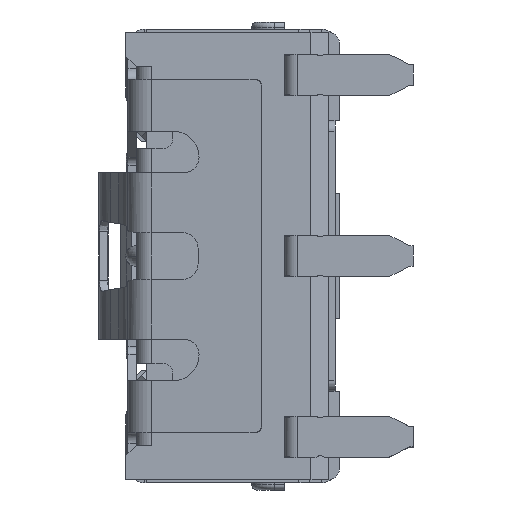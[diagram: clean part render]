
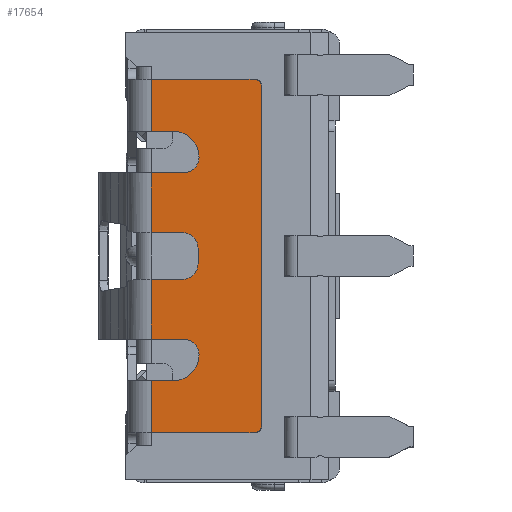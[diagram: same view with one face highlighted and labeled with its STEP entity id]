
A CAD part, left-side view. The second image highlights one B-rep face of the part: STEP entity #17654.
In plain terms, the highlighted planar face has unit normal (-0.998, 0.07, 0).
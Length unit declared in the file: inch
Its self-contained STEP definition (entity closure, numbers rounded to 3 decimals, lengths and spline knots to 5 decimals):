
#1220=DIRECTION('',(0.07,0.998,0.));
#1221=VECTOR('',#1220,0.09916);
#1222=CARTESIAN_POINT('',(-0.32986,0.09675,0.17));
#1223=LINE('',#1222,#1221);
#1224=CARTESIAN_POINT('',(-0.32986,0.09675,0.163));
#1225=DIRECTION('',(-0.998,0.07,0.));
#1226=DIRECTION('',(-0.07,-0.998,0.));
#1227=AXIS2_PLACEMENT_3D('',#1224,#1225,#1226);
#1229=DIRECTION('',(0.,0.,1.));
#1230=VECTOR('',#1229,0.326);
#1231=CARTESIAN_POINT('',(-0.33035,0.08977,-0.163));
#1232=LINE('',#1231,#1230);
#1233=CARTESIAN_POINT('',(-0.32986,0.09675,-0.163));
#1234=DIRECTION('',(-0.998,0.07,0.));
#1235=DIRECTION('',(0.,0.,-1.));
#1236=AXIS2_PLACEMENT_3D('',#1233,#1234,#1235);
#1238=DIRECTION('',(-0.07,-0.998,0.));
#1239=VECTOR('',#1238,0.09916);
#1240=CARTESIAN_POINT('',(-0.32294,0.19567,-0.17));
#1241=LINE('',#1240,#1239);
#1242=DIRECTION('',(0.07,0.998,0.));
#1243=VECTOR('',#1242,0.02116);
#1244=CARTESIAN_POINT('',(-0.32442,0.17456,-0.12));
#1245=LINE('',#1244,#1243);
#1246=DIRECTION('',(0.07,0.998,0.));
#1247=VECTOR('',#1246,0.03116);
#1248=CARTESIAN_POINT('',(-0.32512,0.16459,-0.08));
#1249=LINE('',#1248,#1247);
#1250=DIRECTION('',(0.07,0.998,0.));
#1251=VECTOR('',#1250,0.03016);
#1252=CARTESIAN_POINT('',(-0.32505,0.16559,-0.0225));
#1253=LINE('',#1252,#1251);
#1254=DIRECTION('',(0.,0.,-1.));
#1255=VECTOR('',#1254,0.015);
#1256=CARTESIAN_POINT('',(-0.32609,0.15062,0.0075));
#1257=LINE('',#1256,#1255);
#1258=DIRECTION('',(-0.07,-0.998,0.));
#1259=VECTOR('',#1258,0.03016);
#1260=CARTESIAN_POINT('',(-0.32294,0.19567,0.0225));
#1261=LINE('',#1260,#1259);
#1262=DIRECTION('',(0.07,0.998,0.));
#1263=VECTOR('',#1262,0.03116);
#1264=CARTESIAN_POINT('',(-0.32512,0.16459,0.08));
#1265=LINE('',#1264,#1263);
#1266=DIRECTION('',(0.07,0.998,0.));
#1267=VECTOR('',#1266,0.02116);
#1268=CARTESIAN_POINT('',(-0.32442,0.17456,0.12));
#1269=LINE('',#1268,#1267);
#1270=DIRECTION('',(0.,0.,-1.));
#1271=VECTOR('',#1270,0.05);
#1272=CARTESIAN_POINT('',(-0.32294,0.19567,0.17));
#1273=LINE('',#1272,#1271);
#6480=DIRECTION('',(0.,0.,-1.));
#6481=VECTOR('',#6480,0.0575);
#6482=CARTESIAN_POINT('',(-0.32294,0.19567,-0.0225));
#6483=LINE('',#6482,#6481);
#6518=CARTESIAN_POINT('',(-0.32512,0.16459,-0.095));
#6519=DIRECTION('',(0.998,-0.07,0.));
#6520=DIRECTION('',(0.,0.,1.));
#6521=AXIS2_PLACEMENT_3D('',#6518,#6519,#6520);
#6527=CARTESIAN_POINT('',(-0.32442,0.17456,-0.095));
#6528=DIRECTION('',(0.998,-0.07,0.));
#6529=DIRECTION('',(-0.07,-0.998,0.));
#6530=AXIS2_PLACEMENT_3D('',#6527,#6528,#6529);
#6545=DIRECTION('',(0.,0.,-1.));
#6546=VECTOR('',#6545,0.05);
#6547=CARTESIAN_POINT('',(-0.32294,0.19567,-0.12));
#6548=LINE('',#6547,#6546);
#6906=CARTESIAN_POINT('',(-0.32505,0.16559,-0.0075));
#6907=DIRECTION('',(0.998,-0.07,0.));
#6908=DIRECTION('',(-0.07,-0.998,0.));
#6909=AXIS2_PLACEMENT_3D('',#6906,#6907,#6908);
#6924=CARTESIAN_POINT('',(-0.32505,0.16559,0.0075));
#6925=DIRECTION('',(0.998,-0.07,0.));
#6926=DIRECTION('',(0.,0.,1.));
#6927=AXIS2_PLACEMENT_3D('',#6924,#6925,#6926);
#6974=CARTESIAN_POINT('',(-0.32512,0.16459,0.095));
#6975=DIRECTION('',(0.998,-0.07,0.));
#6976=DIRECTION('',(-0.07,-0.998,0.));
#6977=AXIS2_PLACEMENT_3D('',#6974,#6975,#6976);
#7001=CARTESIAN_POINT('',(-0.32442,0.17456,0.095));
#7002=DIRECTION('',(0.998,-0.07,0.));
#7003=DIRECTION('',(0.,0.,1.));
#7004=AXIS2_PLACEMENT_3D('',#7001,#7002,#7003);
#7006=DIRECTION('',(0.,0.,-1.));
#7007=VECTOR('',#7006,0.0575);
#7008=CARTESIAN_POINT('',(-0.32294,0.19567,0.08));
#7009=LINE('',#7008,#7007);
#15121=CARTESIAN_POINT('',(-0.32609,0.15062,0.0075));
#15122=CARTESIAN_POINT('',(-0.32609,0.15062,-0.0075));
#15123=VERTEX_POINT('',#15121);
#15124=VERTEX_POINT('',#15122);
#15129=CARTESIAN_POINT('',(-0.32505,0.16559,0.0225));
#15130=VERTEX_POINT('',#15129);
#15133=CARTESIAN_POINT('',(-0.32505,0.16559,-0.0225));
#15134=VERTEX_POINT('',#15133);
#15137=CARTESIAN_POINT('',(-0.32512,0.16459,-0.08));
#15139=VERTEX_POINT('',#15137);
#15141=CARTESIAN_POINT('',(-0.32512,0.16459,0.08));
#15143=VERTEX_POINT('',#15141);
#15146=CARTESIAN_POINT('',(-0.32616,0.14962,0.095));
#15148=VERTEX_POINT('',#15146);
#15150=CARTESIAN_POINT('',(-0.32442,0.17456,0.12));
#15152=VERTEX_POINT('',#15150);
#15153=CARTESIAN_POINT('',(-0.32616,0.14962,-0.095));
#15155=VERTEX_POINT('',#15153);
#15157=CARTESIAN_POINT('',(-0.32442,0.17456,-0.12));
#15159=VERTEX_POINT('',#15157);
#15432=CARTESIAN_POINT('',(-0.32294,0.19567,0.0225));
#15433=VERTEX_POINT('',#15432);
#15434=CARTESIAN_POINT('',(-0.32294,0.19567,-0.0225));
#15435=VERTEX_POINT('',#15434);
#15440=CARTESIAN_POINT('',(-0.32294,0.19567,-0.08));
#15441=VERTEX_POINT('',#15440);
#15442=CARTESIAN_POINT('',(-0.32294,0.19567,0.08));
#15443=VERTEX_POINT('',#15442);
#15455=CARTESIAN_POINT('',(-0.32294,0.19567,0.12));
#15457=VERTEX_POINT('',#15455);
#15463=CARTESIAN_POINT('',(-0.32294,0.19567,-0.12));
#15465=VERTEX_POINT('',#15463);
#15471=CARTESIAN_POINT('',(-0.32294,0.19567,0.17));
#15473=VERTEX_POINT('',#15471);
#15479=CARTESIAN_POINT('',(-0.32294,0.19567,-0.17));
#15481=VERTEX_POINT('',#15479);
#15551=CARTESIAN_POINT('',(-0.33035,0.08977,-0.163));
#15553=VERTEX_POINT('',#15551);
#15556=CARTESIAN_POINT('',(-0.32986,0.09675,-0.17));
#15557=VERTEX_POINT('',#15556);
#15559=CARTESIAN_POINT('',(-0.32986,0.09675,0.17));
#15561=VERTEX_POINT('',#15559);
#15564=CARTESIAN_POINT('',(-0.33035,0.08977,0.163));
#15565=VERTEX_POINT('',#15564);
#17605=CARTESIAN_POINT('',(-0.27538,0.87585,0.));
#17606=DIRECTION('',(0.998,-0.07,0.));
#17607=DIRECTION('',(0.,0.,-1.));
#17608=AXIS2_PLACEMENT_3D('',#17605,#17606,#17607);
#17609=PLANE('',#17608);
#17611=ORIENTED_EDGE('',*,*,#17610,.F.);
#17612=ORIENTED_EDGE('',*,*,#17507,.F.);
#17614=ORIENTED_EDGE('',*,*,#17613,.F.);
#17616=ORIENTED_EDGE('',*,*,#17615,.F.);
#17618=ORIENTED_EDGE('',*,*,#17617,.F.);
#17620=ORIENTED_EDGE('',*,*,#17619,.F.);
#17622=ORIENTED_EDGE('',*,*,#17621,.F.);
#17624=ORIENTED_EDGE('',*,*,#17623,.F.);
#17626=ORIENTED_EDGE('',*,*,#17625,.F.);
#17628=ORIENTED_EDGE('',*,*,#17627,.F.);
#17630=ORIENTED_EDGE('',*,*,#17629,.T.);
#17632=ORIENTED_EDGE('',*,*,#17631,.F.);
#17634=ORIENTED_EDGE('',*,*,#17633,.F.);
#17636=ORIENTED_EDGE('',*,*,#17635,.F.);
#17638=ORIENTED_EDGE('',*,*,#17637,.F.);
#17640=ORIENTED_EDGE('',*,*,#17639,.F.);
#17642=ORIENTED_EDGE('',*,*,#17641,.F.);
#17644=ORIENTED_EDGE('',*,*,#17643,.F.);
#17646=ORIENTED_EDGE('',*,*,#17645,.F.);
#17648=ORIENTED_EDGE('',*,*,#17647,.F.);
#17650=ORIENTED_EDGE('',*,*,#17649,.F.);
#17651=ORIENTED_EDGE('',*,*,#17597,.T.);
#17652=EDGE_LOOP('',(#17611,#17612,#17614,#17616,#17618,#17620,#17622,#17624,
#17626,#17628,#17630,#17632,#17634,#17636,#17638,#17640,#17642,#17644,#17646,
#17648,#17650,#17651));
#17653=FACE_OUTER_BOUND('',#17652,.F.);
#17654=ADVANCED_FACE('',(#17653),#17609,.F.);
#1228=CIRCLE('',#1227,0.007);
#1237=CIRCLE('',#1236,0.007);
#6522=CIRCLE('',#6521,0.015);
#6531=CIRCLE('',#6530,0.025);
#6910=CIRCLE('',#6909,0.015);
#6928=CIRCLE('',#6927,0.015);
#6978=CIRCLE('',#6977,0.015);
#7005=CIRCLE('',#7004,0.025);
#17507=EDGE_CURVE('',#15561,#15473,#1223,.T.);
#17597=EDGE_CURVE('',#15152,#15457,#1269,.T.);
#17610=EDGE_CURVE('',#15473,#15457,#1273,.T.);
#17613=EDGE_CURVE('',#15565,#15561,#1228,.T.);
#17615=EDGE_CURVE('',#15553,#15565,#1232,.T.);
#17617=EDGE_CURVE('',#15557,#15553,#1237,.T.);
#17619=EDGE_CURVE('',#15481,#15557,#1241,.T.);
#17621=EDGE_CURVE('',#15465,#15481,#6548,.T.);
#17623=EDGE_CURVE('',#15159,#15465,#1245,.T.);
#17625=EDGE_CURVE('',#15155,#15159,#6531,.T.);
#17627=EDGE_CURVE('',#15139,#15155,#6522,.T.);
#17629=EDGE_CURVE('',#15139,#15441,#1249,.T.);
#17631=EDGE_CURVE('',#15435,#15441,#6483,.T.);
#17633=EDGE_CURVE('',#15134,#15435,#1253,.T.);
#17635=EDGE_CURVE('',#15124,#15134,#6910,.T.);
#17637=EDGE_CURVE('',#15123,#15124,#1257,.T.);
#17639=EDGE_CURVE('',#15130,#15123,#6928,.T.);
#17641=EDGE_CURVE('',#15433,#15130,#1261,.T.);
#17643=EDGE_CURVE('',#15443,#15433,#7009,.T.);
#17645=EDGE_CURVE('',#15143,#15443,#1265,.T.);
#17647=EDGE_CURVE('',#15148,#15143,#6978,.T.);
#17649=EDGE_CURVE('',#15152,#15148,#7005,.T.);
